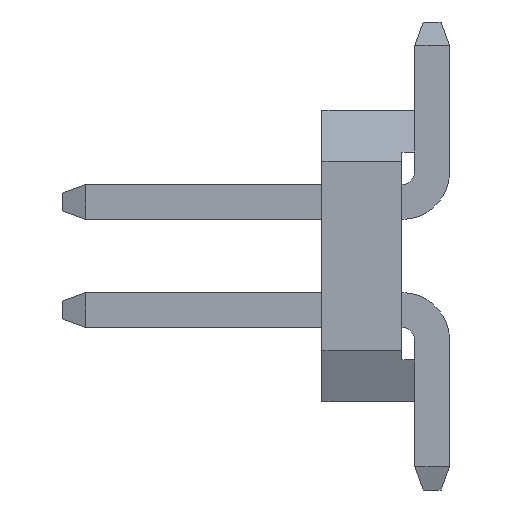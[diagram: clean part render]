
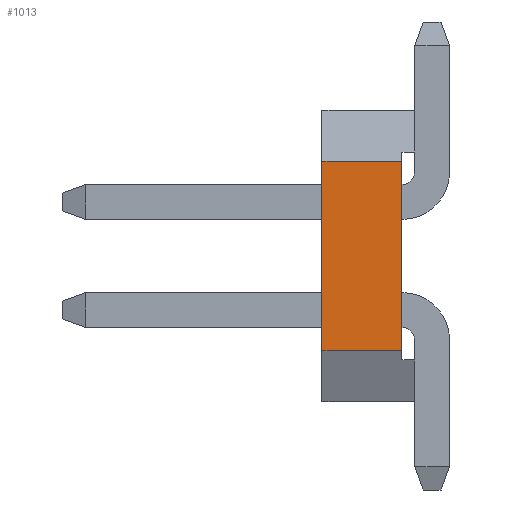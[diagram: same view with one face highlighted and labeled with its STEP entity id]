
A CAD part, left-side view. The second image highlights one B-rep face of the part: STEP entity #1013.
In plain terms, the highlighted planar face has unit normal (-1, 0, 0).
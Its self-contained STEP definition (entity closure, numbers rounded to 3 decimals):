
#1013 = ADVANCED_FACE('',(#1014),#1048,.T.);
#1014 = FACE_BOUND('',#1015,.T.);
#1015 = EDGE_LOOP('',(#1016,#1026,#1034,#1042));
#1016 = ORIENTED_EDGE('',*,*,#1017,.F.);
#1017 = EDGE_CURVE('',#1018,#1020,#1022,.T.);
#1018 = VERTEX_POINT('',#1019);
#1019 = CARTESIAN_POINT('',(-2.54,0.56,1.115));
#1020 = VERTEX_POINT('',#1021);
#1021 = CARTESIAN_POINT('',(-2.54,0.56,-1.115));
#1022 = LINE('',#1023,#1024);
#1023 = CARTESIAN_POINT('',(-2.54,0.56,1.715));
#1024 = VECTOR('',#1025,1.);
#1025 = DIRECTION('',(0.,0.,-1.));
#1026 = ORIENTED_EDGE('',*,*,#1027,.F.);
#1027 = EDGE_CURVE('',#1028,#1018,#1030,.T.);
#1028 = VERTEX_POINT('',#1029);
#1029 = CARTESIAN_POINT('',(-2.54,1.5,1.115));
#1030 = LINE('',#1031,#1032);
#1031 = CARTESIAN_POINT('',(-2.54,-6.13,1.115));
#1032 = VECTOR('',#1033,1.);
#1033 = DIRECTION('',(0.,-1.,0.));
#1034 = ORIENTED_EDGE('',*,*,#1035,.F.);
#1035 = EDGE_CURVE('',#1036,#1028,#1038,.T.);
#1036 = VERTEX_POINT('',#1037);
#1037 = CARTESIAN_POINT('',(-2.54,1.5,-1.115));
#1038 = LINE('',#1039,#1040);
#1039 = CARTESIAN_POINT('',(-2.54,1.5,1.715));
#1040 = VECTOR('',#1041,1.);
#1041 = DIRECTION('',(-0.,-0.,1.));
#1042 = ORIENTED_EDGE('',*,*,#1043,.F.);
#1043 = EDGE_CURVE('',#1020,#1036,#1044,.T.);
#1044 = LINE('',#1045,#1046);
#1045 = CARTESIAN_POINT('',(-2.54,-6.13,-1.115));
#1046 = VECTOR('',#1047,1.);
#1047 = DIRECTION('',(0.,1.,0.));
#1048 = PLANE('',#1049);
#1049 = AXIS2_PLACEMENT_3D('',#1050,#1051,#1052);
#1050 = CARTESIAN_POINT('',(-2.54,-6.13,1.715));
#1051 = DIRECTION('',(-1.,0.,0.));
#1052 = DIRECTION('',(0.,0.,1.));
